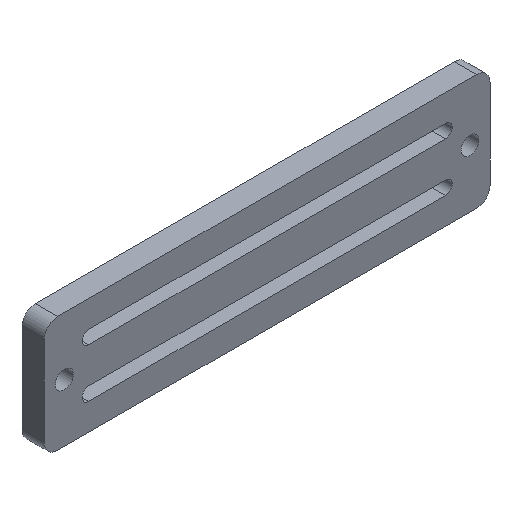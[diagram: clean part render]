
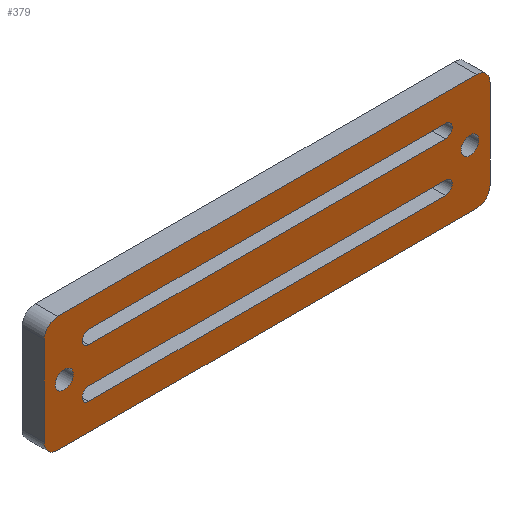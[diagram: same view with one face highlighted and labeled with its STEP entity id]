
A CAD part, isometric view. The second image highlights one B-rep face of the part: STEP entity #379.
In plain terms, the highlighted planar face has unit normal (0, -1, 0).
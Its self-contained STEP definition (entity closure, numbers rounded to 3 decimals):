
#15=FACE_BOUND('',#56,.T.);
#16=FACE_BOUND('',#57,.T.);
#17=FACE_BOUND('',#58,.T.);
#18=FACE_BOUND('',#59,.T.);
#24=PLANE('',#415);
#35=FACE_OUTER_BOUND('',#55,.T.);
#55=EDGE_LOOP('',(#267,#268,#269,#270,#271,#272,#273,#274));
#56=EDGE_LOOP('',(#275));
#57=EDGE_LOOP('',(#276));
#58=EDGE_LOOP('',(#277,#278,#279,#280));
#59=EDGE_LOOP('',(#281,#282,#283,#284));
#83=LINE('',#579,#117);
#86=LINE('',#585,#120);
#87=LINE('',#589,#121);
#88=LINE('',#593,#122);
#89=LINE('',#603,#123);
#90=LINE('',#606,#124);
#91=LINE('',#611,#125);
#92=LINE('',#614,#126);
#117=VECTOR('',#463,10.);
#120=VECTOR('',#468,10.);
#121=VECTOR('',#471,10.);
#122=VECTOR('',#474,10.);
#123=VECTOR('',#483,10.);
#124=VECTOR('',#486,10.);
#125=VECTOR('',#489,10.);
#126=VECTOR('',#492,10.);
#150=CIRCLE('',#413,3.);
#151=CIRCLE('',#416,3.);
#152=CIRCLE('',#417,3.);
#153=CIRCLE('',#418,3.);
#154=CIRCLE('',#419,2.);
#155=CIRCLE('',#420,2.);
#156=CIRCLE('',#421,1.5);
#157=CIRCLE('',#422,1.5);
#158=CIRCLE('',#423,1.5);
#159=CIRCLE('',#424,1.5);
#171=VERTEX_POINT('',#572);
#172=VERTEX_POINT('',#574);
#173=VERTEX_POINT('',#578);
#175=VERTEX_POINT('',#584);
#176=VERTEX_POINT('',#586);
#177=VERTEX_POINT('',#588);
#178=VERTEX_POINT('',#590);
#179=VERTEX_POINT('',#592);
#180=VERTEX_POINT('',#595);
#181=VERTEX_POINT('',#597);
#182=VERTEX_POINT('',#599);
#183=VERTEX_POINT('',#600);
#184=VERTEX_POINT('',#602);
#185=VERTEX_POINT('',#604);
#186=VERTEX_POINT('',#607);
#187=VERTEX_POINT('',#608);
#188=VERTEX_POINT('',#610);
#189=VERTEX_POINT('',#612);
#207=EDGE_CURVE('',#171,#172,#150,.T.);
#209=EDGE_CURVE('',#172,#173,#83,.T.);
#212=EDGE_CURVE('',#175,#171,#86,.T.);
#213=EDGE_CURVE('',#176,#175,#151,.T.);
#214=EDGE_CURVE('',#177,#176,#87,.T.);
#215=EDGE_CURVE('',#178,#177,#152,.T.);
#216=EDGE_CURVE('',#179,#178,#88,.T.);
#217=EDGE_CURVE('',#173,#179,#153,.T.);
#218=EDGE_CURVE('',#180,#180,#154,.T.);
#219=EDGE_CURVE('',#181,#181,#155,.T.);
#220=EDGE_CURVE('',#182,#183,#156,.T.);
#221=EDGE_CURVE('',#184,#182,#89,.T.);
#222=EDGE_CURVE('',#185,#184,#157,.T.);
#223=EDGE_CURVE('',#183,#185,#90,.T.);
#224=EDGE_CURVE('',#186,#187,#158,.T.);
#225=EDGE_CURVE('',#188,#186,#91,.T.);
#226=EDGE_CURVE('',#189,#188,#159,.T.);
#227=EDGE_CURVE('',#187,#189,#92,.T.);
#267=ORIENTED_EDGE('',*,*,#207,.F.);
#268=ORIENTED_EDGE('',*,*,#212,.F.);
#269=ORIENTED_EDGE('',*,*,#213,.F.);
#270=ORIENTED_EDGE('',*,*,#214,.F.);
#271=ORIENTED_EDGE('',*,*,#215,.F.);
#272=ORIENTED_EDGE('',*,*,#216,.F.);
#273=ORIENTED_EDGE('',*,*,#217,.F.);
#274=ORIENTED_EDGE('',*,*,#209,.F.);
#275=ORIENTED_EDGE('',*,*,#218,.F.);
#276=ORIENTED_EDGE('',*,*,#219,.F.);
#277=ORIENTED_EDGE('',*,*,#220,.F.);
#278=ORIENTED_EDGE('',*,*,#221,.F.);
#279=ORIENTED_EDGE('',*,*,#222,.F.);
#280=ORIENTED_EDGE('',*,*,#223,.F.);
#281=ORIENTED_EDGE('',*,*,#224,.F.);
#282=ORIENTED_EDGE('',*,*,#225,.F.);
#283=ORIENTED_EDGE('',*,*,#226,.F.);
#284=ORIENTED_EDGE('',*,*,#227,.F.);
#379=ADVANCED_FACE('',(#35,#15,#16,#17,#18),#24,.F.);
#413=AXIS2_PLACEMENT_3D('',#575,#458,#459);
#415=AXIS2_PLACEMENT_3D('',#583,#466,#467);
#416=AXIS2_PLACEMENT_3D('',#587,#469,#470);
#417=AXIS2_PLACEMENT_3D('',#591,#472,#473);
#418=AXIS2_PLACEMENT_3D('',#594,#475,#476);
#419=AXIS2_PLACEMENT_3D('',#596,#477,#478);
#420=AXIS2_PLACEMENT_3D('',#598,#479,#480);
#421=AXIS2_PLACEMENT_3D('',#601,#481,#482);
#422=AXIS2_PLACEMENT_3D('',#605,#484,#485);
#423=AXIS2_PLACEMENT_3D('',#609,#487,#488);
#424=AXIS2_PLACEMENT_3D('',#613,#490,#491);
#458=DIRECTION('center_axis',(0.,1.,0.));
#459=DIRECTION('ref_axis',(-0.707,0.,0.707));
#463=DIRECTION('',(1.,0.,0.));
#466=DIRECTION('center_axis',(0.,1.,0.));
#467=DIRECTION('ref_axis',(1.,0.,0.));
#468=DIRECTION('',(0.,0.,1.));
#469=DIRECTION('center_axis',(0.,1.,0.));
#470=DIRECTION('ref_axis',(-0.707,0.,-0.707));
#471=DIRECTION('',(-1.,0.,0.));
#472=DIRECTION('center_axis',(0.,1.,0.));
#473=DIRECTION('ref_axis',(0.707,0.,-0.707));
#474=DIRECTION('',(0.,0.,-1.));
#475=DIRECTION('center_axis',(0.,1.,0.));
#476=DIRECTION('ref_axis',(0.707,0.,0.707));
#477=DIRECTION('center_axis',(0.,-1.,0.));
#478=DIRECTION('ref_axis',(1.,0.,0.));
#479=DIRECTION('center_axis',(0.,-1.,0.));
#480=DIRECTION('ref_axis',(1.,0.,0.));
#481=DIRECTION('center_axis',(0.,-1.,0.));
#482=DIRECTION('ref_axis',(1.,0.,0.));
#483=DIRECTION('',(-1.,0.,0.));
#484=DIRECTION('center_axis',(0.,-1.,0.));
#485=DIRECTION('ref_axis',(1.,0.,0.));
#486=DIRECTION('',(1.,0.,0.));
#487=DIRECTION('center_axis',(0.,-1.,0.));
#488=DIRECTION('ref_axis',(1.,0.,0.));
#489=DIRECTION('',(-1.,0.,0.));
#490=DIRECTION('center_axis',(0.,-1.,0.));
#491=DIRECTION('ref_axis',(1.,0.,0.));
#492=DIRECTION('',(1.,0.,0.));
#572=CARTESIAN_POINT('',(-50.,0.,10.));
#574=CARTESIAN_POINT('',(-47.,0.,13.));
#575=CARTESIAN_POINT('Origin',(-47.,0.,10.));
#578=CARTESIAN_POINT('',(47.,0.,13.));
#579=CARTESIAN_POINT('',(-50.,0.,13.));
#583=CARTESIAN_POINT('Origin',(0.,0.,0.));
#584=CARTESIAN_POINT('',(-50.,0.,-10.));
#585=CARTESIAN_POINT('',(-50.,0.,-13.));
#586=CARTESIAN_POINT('',(-47.,0.,-13.));
#587=CARTESIAN_POINT('Origin',(-47.,0.,-10.));
#588=CARTESIAN_POINT('',(47.,0.,-13.));
#589=CARTESIAN_POINT('',(50.,0.,-13.));
#590=CARTESIAN_POINT('',(50.,0.,-10.));
#591=CARTESIAN_POINT('Origin',(47.,0.,-10.));
#592=CARTESIAN_POINT('',(50.,0.,10.));
#593=CARTESIAN_POINT('',(50.,0.,13.));
#594=CARTESIAN_POINT('Origin',(47.,0.,10.));
#595=CARTESIAN_POINT('',(-47.5,0.,0.));
#596=CARTESIAN_POINT('Origin',(-45.5,0.,0.));
#597=CARTESIAN_POINT('',(43.5,0.,0.));
#598=CARTESIAN_POINT('Origin',(45.5,0.,0.));
#599=CARTESIAN_POINT('',(-40.,0.,7.));
#600=CARTESIAN_POINT('',(-40.,0.,4.));
#601=CARTESIAN_POINT('Origin',(-40.,0.,5.5));
#602=CARTESIAN_POINT('',(40.,0.,7.));
#603=CARTESIAN_POINT('',(-40.,0.,7.));
#604=CARTESIAN_POINT('',(40.,0.,4.));
#605=CARTESIAN_POINT('Origin',(40.,0.,5.5));
#606=CARTESIAN_POINT('',(40.,0.,4.));
#607=CARTESIAN_POINT('',(-40.,0.,-4.));
#608=CARTESIAN_POINT('',(-40.,0.,-7.));
#609=CARTESIAN_POINT('Origin',(-40.,0.,-5.5));
#610=CARTESIAN_POINT('',(40.,0.,-4.));
#611=CARTESIAN_POINT('',(-40.,0.,-4.));
#612=CARTESIAN_POINT('',(40.,0.,-7.));
#613=CARTESIAN_POINT('Origin',(40.,0.,-5.5));
#614=CARTESIAN_POINT('',(40.,0.,-7.));
